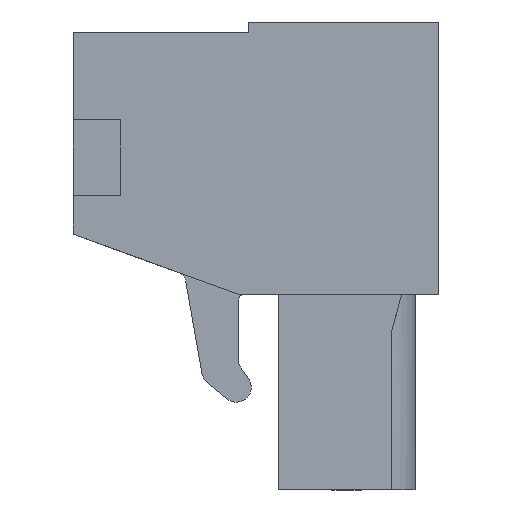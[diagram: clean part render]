
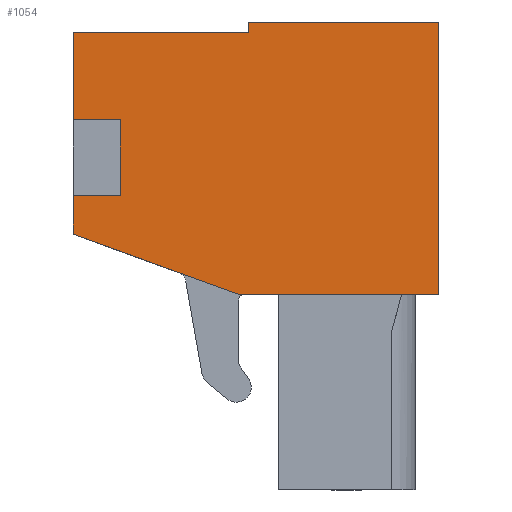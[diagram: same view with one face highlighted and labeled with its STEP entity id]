
A CAD part, left-side view. The second image highlights one B-rep face of the part: STEP entity #1054.
In plain terms, the highlighted planar face has unit normal (-1, 0, 0).
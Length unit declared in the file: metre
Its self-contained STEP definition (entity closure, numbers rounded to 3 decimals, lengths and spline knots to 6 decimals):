
#1054=ADVANCED_FACE('',(#2272),#2273,.T.);
#2272=FACE_OUTER_BOUND('',#3567,.T.);
#2273=PLANE('',#3568);
#3567=EDGE_LOOP('',(#6574,#6575,#6576,#6577,#6578,#6579,#6580,#6581,#6582,#6583,#6584));
#3568=AXIS2_PLACEMENT_3D('',#6585,#6586,#6587);
#6574=ORIENTED_EDGE('',*,*,#8074,.F.);
#6575=ORIENTED_EDGE('',*,*,#8148,.T.);
#6576=ORIENTED_EDGE('',*,*,#7998,.F.);
#6577=ORIENTED_EDGE('',*,*,#7716,.T.);
#6578=ORIENTED_EDGE('',*,*,#8140,.T.);
#6579=ORIENTED_EDGE('',*,*,#8469,.T.);
#6580=ORIENTED_EDGE('',*,*,#7564,.T.);
#6581=ORIENTED_EDGE('',*,*,#7495,.T.);
#6582=ORIENTED_EDGE('',*,*,#7921,.T.);
#6583=ORIENTED_EDGE('',*,*,#8483,.T.);
#6584=ORIENTED_EDGE('',*,*,#7720,.T.);
#6585=CARTESIAN_POINT('',(0.,0.0152,-0.008892));
#6586=DIRECTION('',(-1.0,0.,0.));
#6587=DIRECTION('',(0.,1.0,0.));
#7495=EDGE_CURVE('',#8986,#8984,#8987,.T.);
#7564=EDGE_CURVE('',#9104,#8986,#9105,.T.);
#7716=EDGE_CURVE('',#9355,#9352,#9356,.T.);
#7720=EDGE_CURVE('',#9363,#9361,#9364,.T.);
#7921=EDGE_CURVE('',#8984,#9671,#9673,.T.);
#7998=EDGE_CURVE('',#9355,#9782,#9783,.T.);
#8074=EDGE_CURVE('',#9893,#9361,#9894,.T.);
#8140=EDGE_CURVE('',#9352,#9988,#9990,.T.);
#8148=EDGE_CURVE('',#9893,#9782,#10000,.T.);
#8469=EDGE_CURVE('',#9988,#9104,#10413,.T.);
#8483=EDGE_CURVE('',#9671,#9363,#10428,.T.);
#8984=VERTEX_POINT('',#11083);
#8986=VERTEX_POINT('',#11086);
#8987=LINE('',#11087,#11088);
#9104=VERTEX_POINT('',#11248);
#9105=LINE('',#11249,#11250);
#9352=VERTEX_POINT('',#11594);
#9355=VERTEX_POINT('',#11598);
#9356=LINE('',#11599,#11600);
#9361=VERTEX_POINT('',#11607);
#9363=VERTEX_POINT('',#11610);
#9364=LINE('',#11611,#11612);
#9671=VERTEX_POINT('',#12044);
#9673=LINE('',#12047,#12048);
#9782=VERTEX_POINT('',#12204);
#9783=LINE('',#12205,#12206);
#9893=VERTEX_POINT('',#12362);
#9894=LINE('',#12363,#12364);
#9988=VERTEX_POINT('',#12490);
#9990=LINE('',#12493,#12494);
#10000=LINE('',#12510,#12511);
#10413=LINE('',#13107,#13108);
#10428=LINE('',#13129,#13130);
#11083=CARTESIAN_POINT('',(0.0,0.00805,0.0));
#11086=CARTESIAN_POINT('',(0.0,0.0,0.));
#11087=CARTESIAN_POINT('',(0.0,0.00805,0.0));
#11088=VECTOR('',#13500,1.0);
#11248=CARTESIAN_POINT('',(0.,0.0,-0.01155));
#11249=CARTESIAN_POINT('',(0.0,0.0,0.));
#11250=VECTOR('',#13580,1.0);
#11594=CARTESIAN_POINT('',(0.,0.0155,-0.009002));
#11598=CARTESIAN_POINT('',(0.,0.0155,-0.00735));
#11599=CARTESIAN_POINT('',(0.,0.0155,-0.008892));
#11600=VECTOR('',#13769,1.0);
#11607=CARTESIAN_POINT('',(0.,0.0155,-0.00415));
#11610=CARTESIAN_POINT('',(0.,0.0155,-0.00045));
#11611=CARTESIAN_POINT('',(0.,0.0155,-0.008892));
#11612=VECTOR('',#13773,1.0);
#12044=CARTESIAN_POINT('',(0.,0.00805,-0.00045));
#12047=CARTESIAN_POINT('',(0.,0.00805,-0.00045));
#12048=VECTOR('',#13984,1.0);
#12204=CARTESIAN_POINT('',(0.,0.0135,-0.00735));
#12205=CARTESIAN_POINT('',(0.,0.0152,-0.00735));
#12206=VECTOR('',#14050,1.0);
#12362=CARTESIAN_POINT('',(0.,0.0135,-0.00415));
#12363=CARTESIAN_POINT('',(0.,0.0152,-0.00415));
#12364=VECTOR('',#14118,1.0);
#12490=CARTESIAN_POINT('',(0.,0.0085,-0.01155));
#12493=CARTESIAN_POINT('',(0.,0.0085,-0.01155));
#12494=VECTOR('',#14185,1.0);
#12510=CARTESIAN_POINT('',(0.,0.0135,-0.008892));
#12511=VECTOR('',#14192,1.0);
#13107=CARTESIAN_POINT('',(0.,0.0,-0.01155));
#13108=VECTOR('',#14479,1.0);
#13129=CARTESIAN_POINT('',(0.,0.0155,-0.00045));
#13130=VECTOR('',#14486,1.0);
#13500=DIRECTION('',(0.,1.0,0.));
#13580=DIRECTION('',(0.,0.,1.0));
#13769=DIRECTION('',(0.,0.,-1.0));
#13773=DIRECTION('',(0.,0.,-1.0));
#13984=DIRECTION('',(0.,0.,-1.0));
#14050=DIRECTION('',(0.0,-1.0,0.0));
#14118=DIRECTION('',(0.0,1.0,0.0));
#14185=DIRECTION('',(0.,-0.94,-0.342));
#14192=DIRECTION('',(0.,0.,-1.0));
#14479=DIRECTION('',(0.,-1.0,0.));
#14486=DIRECTION('',(0.,1.0,0.));
